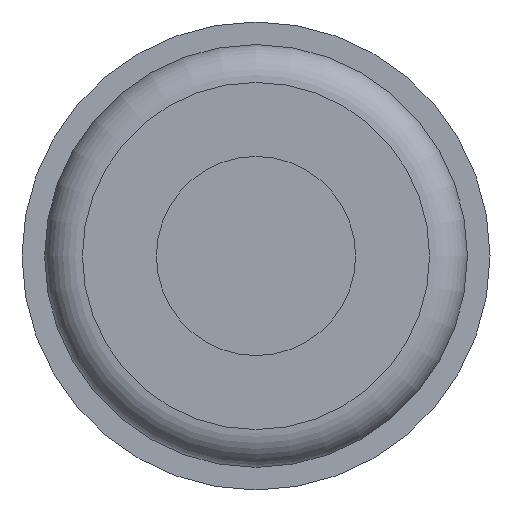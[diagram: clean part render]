
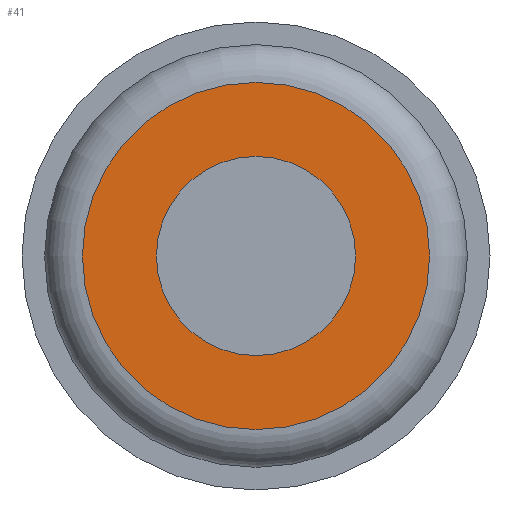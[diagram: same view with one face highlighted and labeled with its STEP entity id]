
A CAD part, front view. The second image highlights one B-rep face of the part: STEP entity #41.
In plain terms, the highlighted planar face has unit normal (0, -1, 0).
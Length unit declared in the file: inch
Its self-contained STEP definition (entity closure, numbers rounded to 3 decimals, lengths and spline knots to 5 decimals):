
#41=ADVANCED_FACE('',(#56,#57),#51,.T.);
#51=PLANE('',#138);
#56=FACE_BOUND('',#72,.T.);
#57=FACE_BOUND('',#73,.T.);
#72=EDGE_LOOP('',(#90));
#73=EDGE_LOOP('',(#91));
#90=ORIENTED_EDGE('',*,*,#117,.T.);
#91=ORIENTED_EDGE('',*,*,#118,.T.);
#108=VERTEX_POINT('',#197);
#109=VERTEX_POINT('',#199);
#117=EDGE_CURVE('',#108,#108,#126,.T.);
#118=EDGE_CURVE('',#109,#109,#127,.T.);
#126=CIRCLE('',#136,0.25);
#127=CIRCLE('',#137,0.43575);
#136=AXIS2_PLACEMENT_3D('',#196,#157,#158);
#137=AXIS2_PLACEMENT_3D('',#198,#159,#160);
#138=AXIS2_PLACEMENT_3D('',#200,#161,#162);
#157=DIRECTION('',(0.,1.,0.));
#158=DIRECTION('',(0.,0.,1.));
#159=DIRECTION('',(0.,-1.,0.));
#160=DIRECTION('',(0.,0.,-1.));
#161=DIRECTION('',(0.,-1.,0.));
#162=DIRECTION('',(0.,0.,-1.));
#196=CARTESIAN_POINT('',(0.,0.,0.));
#197=CARTESIAN_POINT('',(0.,0.,0.25));
#198=CARTESIAN_POINT('',(0.,0.,0.));
#199=CARTESIAN_POINT('',(0.,0.,-0.43575));
#200=CARTESIAN_POINT('',(0.,0.,0.53075));
